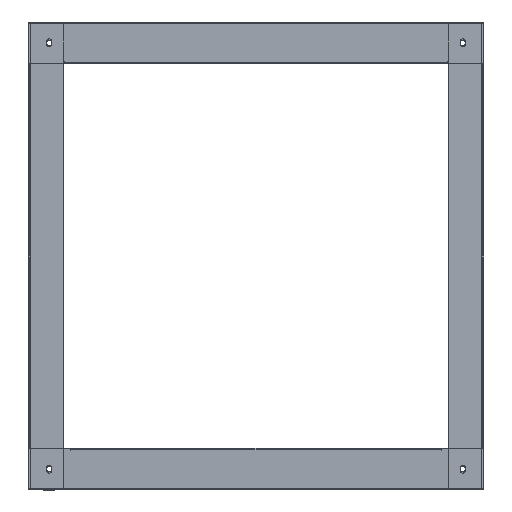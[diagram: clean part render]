
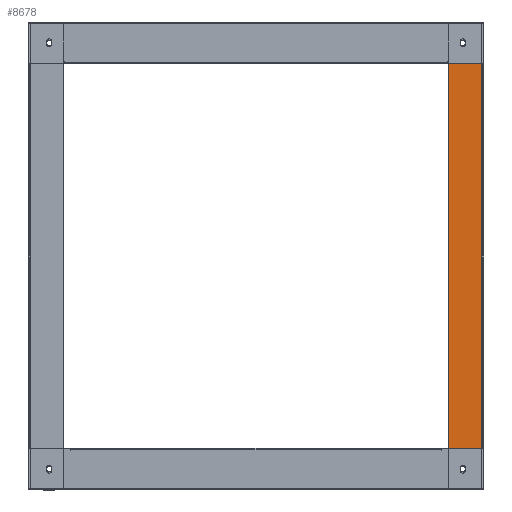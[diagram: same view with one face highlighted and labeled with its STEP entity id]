
A CAD part, front view. The second image highlights one B-rep face of the part: STEP entity #8678.
In plain terms, the highlighted face is planar.
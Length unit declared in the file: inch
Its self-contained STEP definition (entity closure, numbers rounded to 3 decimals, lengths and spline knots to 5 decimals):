
#2229 = CARTESIAN_POINT ( 'NONE',  ( 31.77362, 1.02756, 0. ) ) ;
#2422 = VERTEX_POINT ( 'NONE', #31531 ) ;
#3013 = EDGE_CURVE ( 'NONE', #11110, #32004, #22750, .T. ) ;
#5037 = DIRECTION ( 'NONE',  ( 0., 0., 1. ) ) ;
#5070 = CARTESIAN_POINT ( 'NONE',  ( 31.77362, 0.08661, 0. ) ) ;
#6775 = FACE_OUTER_BOUND ( 'NONE', #59383, .T. ) ;
#7110 = DIRECTION ( 'NONE',  ( -1., 0., 0. ) ) ;
#8678 = ADVANCED_FACE ( 'NONE', ( #6775 ), #17492, .F. ) ;
#10196 = CARTESIAN_POINT ( 'NONE',  ( 31.77362, 0.08661, 9.03543 ) ) ;
#11110 = VERTEX_POINT ( 'NONE', #10196 ) ;
#11145 = EDGE_CURVE ( 'NONE', #2422, #32004, #31683, .T. ) ;
#12696 = CARTESIAN_POINT ( 'NONE',  ( 31.77362, 1.02756, 9.03543 ) ) ;
#13496 = VERTEX_POINT ( 'NONE', #59691 ) ;
#17471 = VECTOR ( 'NONE', #5037, 39.37008 ) ;
#17492 = PLANE ( 'NONE',  #59207 ) ;
#17523 = ORIENTED_EDGE ( 'NONE', *, *, #27804, .F. ) ;
#19566 = CARTESIAN_POINT ( 'NONE',  ( 31.77362, 1.65354, 9.03543 ) ) ;
#22750 = LINE ( 'NONE', #12696, #49875 ) ;
#26189 = LINE ( 'NONE', #5070, #37573 ) ;
#26864 = ORIENTED_EDGE ( 'NONE', *, *, #53044, .F. ) ;
#27804 = EDGE_CURVE ( 'NONE', #13496, #11110, #26189, .T. ) ;
#28473 = VECTOR ( 'NONE', #66654, 39.37008 ) ;
#30597 = LINE ( 'NONE', #51707, #28473 ) ;
#31531 = CARTESIAN_POINT ( 'NONE',  ( 31.77362, 1.65354, -9.03543 ) ) ;
#31683 = LINE ( 'NONE', #36527, #17471 ) ;
#32004 = VERTEX_POINT ( 'NONE', #19566 ) ;
#33754 = ORIENTED_EDGE ( 'NONE', *, *, #11145, .T. ) ;
#35534 = DIRECTION ( 'NONE',  ( 0., 0., 1. ) ) ;
#36527 = CARTESIAN_POINT ( 'NONE',  ( 31.77362, 1.65354, -10.88583 ) ) ;
#37573 = VECTOR ( 'NONE', #35534, 39.37008 ) ;
#39009 = DIRECTION ( 'NONE',  ( 0., 1., 0. ) ) ;
#49875 = VECTOR ( 'NONE', #39009, 39.37008 ) ;
#51707 = CARTESIAN_POINT ( 'NONE',  ( 31.77362, 1.02756, -9.03543 ) ) ;
#53044 = EDGE_CURVE ( 'NONE', #2422, #13496, #30597, .T. ) ;
#53320 = ORIENTED_EDGE ( 'NONE', *, *, #3013, .F. ) ;
#59108 = DIRECTION ( 'NONE',  ( 0., 0., 1. ) ) ;
#59207 = AXIS2_PLACEMENT_3D ( 'NONE', #2229, #7110, #59108 ) ;
#59383 = EDGE_LOOP ( 'NONE', ( #17523, #26864, #33754, #53320 ) ) ;
#59691 = CARTESIAN_POINT ( 'NONE',  ( 31.77362, 0.08661, -9.03543 ) ) ;
#66654 = DIRECTION ( 'NONE',  ( 0., -1., 0. ) ) ;
